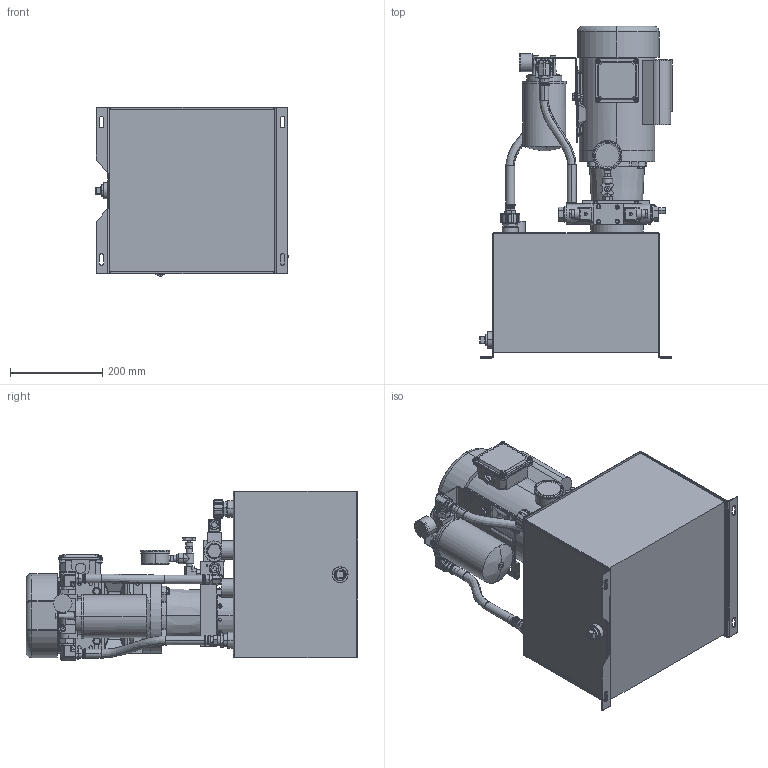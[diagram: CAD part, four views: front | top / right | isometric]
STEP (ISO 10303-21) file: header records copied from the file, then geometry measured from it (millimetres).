
FILE_DESCRIPTION (( 'STEP AP203' ), '1' );
FILE_NAME ('51045050005.step', '2024-03-06T20:08:05', ( '' ), ( '' ), 'SwSTEP 2.0', 'SolidWorks 2023', '' );
FILE_SCHEMA (( 'CONFIG_CONTROL_DESIGN' ));
Products named in the file (1): 51045050005
Bounding box: 417.78 x 721.42 x 367.51 mm (x, y, z)
Volume: 12701781.8 mm3; surface area: 2345899.9 mm2
Topology: 70 solids, 81 shells, 3827 faces, 9504 edges, 5996 vertices
Faces by surface type: plane 1691, cylinder 1157, cone 593, bspline 377, torus 9
Entity records: 146584 total; most frequent: CARTESIAN_POINT 57473, ORIENTED_EDGE 18732, DIRECTION 17970, EDGE_CURVE 9366, AXIS2_PLACEMENT_3D 6542, VERTEX_POINT 5995, VECTOR 4886, LINE 4886
